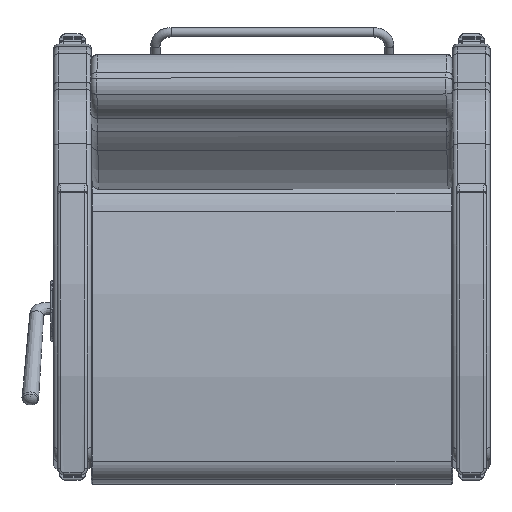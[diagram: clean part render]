
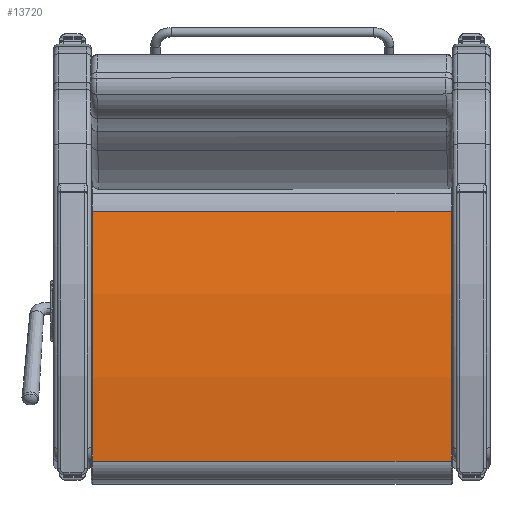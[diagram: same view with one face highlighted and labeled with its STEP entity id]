
A CAD part, front view. The second image highlights one B-rep face of the part: STEP entity #13720.
In plain terms, the highlighted free-form (B-spline) face has degree [3, 1] with [18, 2] control points.
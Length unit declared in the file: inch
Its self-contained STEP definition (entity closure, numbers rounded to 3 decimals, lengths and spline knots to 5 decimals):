
#635=ELLIPSE('',#15682,60.30357,60.25);
#637=ELLIPSE('',#15704,60.30357,60.25);
#675=B_SPLINE_SURFACE_WITH_KNOTS('',3,1,((#27326,#27327),(#27328,#27329),
(#27330,#27331),(#27332,#27333),(#27334,#27335),(#27336,#27337),(#27338,
#27339),(#27340,#27341),(#27342,#27343),(#27344,#27345),(#27346,#27347),
(#27348,#27349),(#27350,#27351),(#27352,#27353),(#27354,#27355),(#27356,
#27357),(#27358,#27359),(#27360,#27361)),.UNSPECIFIED.,.F.,.F.,.F.,(4,1,
1,1,1,1,1,1,1,1,1,1,1,1,1,4),(2,2),(-1.69612,-1.66826,
-1.6404,-1.62647,-1.59861,-1.58468,
-1.55682,-1.54289,-1.51503,-1.5011,-1.47324,
-1.45931,-1.43145,-1.41752,-1.38966,
-1.3618),(0.,110.49),.UNSPECIFIED.);
#1990=FACE_OUTER_BOUND('',#2967,.T.);
#2967=EDGE_LOOP('',(#12038,#12039,#12040,#12041));
#3795=LINE('',#27324,#4623);
#3796=LINE('',#27363,#4624);
#4623=VECTOR('',#19786,0.3937);
#4624=VECTOR('',#19789,0.3937);
#6668=VERTEX_POINT('',#26955);
#6669=VERTEX_POINT('',#26956);
#6688=VERTEX_POINT('',#27323);
#6689=VERTEX_POINT('',#27362);
#8460=EDGE_CURVE('',#6668,#6669,#635,.T.);
#8489=EDGE_CURVE('',#6688,#6669,#3795,.T.);
#8491=EDGE_CURVE('',#6689,#6668,#3796,.T.);
#8492=EDGE_CURVE('',#6688,#6689,#637,.T.);
#12038=ORIENTED_EDGE('',*,*,#8460,.F.);
#12039=ORIENTED_EDGE('',*,*,#8491,.F.);
#12040=ORIENTED_EDGE('',*,*,#8492,.F.);
#12041=ORIENTED_EDGE('',*,*,#8489,.T.);
#13720=ADVANCED_FACE('',(#1990),#675,.T.);
#15682=AXIS2_PLACEMENT_3D('',#26957,#19735,#19736);
#15704=AXIS2_PLACEMENT_3D('',#27364,#19790,#19791);
#19735=DIRECTION('center_axis',(0.,0.,
-1.));
#19736=DIRECTION('ref_axis',(1.,0.,0.));
#19786=DIRECTION('',(0.,0.,-1.));
#19789=DIRECTION('',(0.,0.,-1.));
#19790=DIRECTION('center_axis',(0.,0.,1.));
#19791=DIRECTION('ref_axis',(1.,0.,0.));
#26955=CARTESIAN_POINT('',(3.60935,-1.68389,0.124));
#26956=CARTESIAN_POINT('',(23.65848,-2.52291,0.124));
#26957=CARTESIAN_POINT('Origin',(11.14546,-61.46156,0.124));
#27323=CARTESIAN_POINT('',(23.65848,-2.52291,28.876));
#27324=CARTESIAN_POINT('',(23.65848,-2.52291,29.));
#27326=CARTESIAN_POINT('Ctrl Pts',(3.60935,-1.68389,29.));
#27327=CARTESIAN_POINT('Ctrl Pts',(3.60935,-1.68389,-14.5));
#27328=CARTESIAN_POINT('Ctrl Pts',(4.16497,-1.61396,29.));
#27329=CARTESIAN_POINT('Ctrl Pts',(4.16497,-1.61396,-14.5));
#27330=CARTESIAN_POINT('Ctrl Pts',(5.27817,-1.48959,29.));
#27331=CARTESIAN_POINT('Ctrl Pts',(5.27817,-1.48959,-14.5));
#27332=CARTESIAN_POINT('Ctrl Pts',(6.67346,-1.3729,29.));
#27333=CARTESIAN_POINT('Ctrl Pts',(6.67346,-1.3729,-14.5));
#27334=CARTESIAN_POINT('Ctrl Pts',(8.07078,-1.28537,29.));
#27335=CARTESIAN_POINT('Ctrl Pts',(8.07078,-1.28537,-14.5));
#27336=CARTESIAN_POINT('Ctrl Pts',(9.18994,-1.2387,29.));
#27337=CARTESIAN_POINT('Ctrl Pts',(9.18994,-1.2387,-14.5));
#27338=CARTESIAN_POINT('Ctrl Pts',(10.5897,-1.20957,29.));
#27339=CARTESIAN_POINT('Ctrl Pts',(10.5897,-1.20957,-14.5));
#27340=CARTESIAN_POINT('Ctrl Pts',(11.70984,-1.20965,29.));
#27341=CARTESIAN_POINT('Ctrl Pts',(11.70984,-1.20965,-14.5));
#27342=CARTESIAN_POINT('Ctrl Pts',(13.1096,-1.23898,29.));
#27343=CARTESIAN_POINT('Ctrl Pts',(13.1096,-1.23898,-14.5));
#27344=CARTESIAN_POINT('Ctrl Pts',(14.22875,-1.28581,29.));
#27345=CARTESIAN_POINT('Ctrl Pts',(14.22875,-1.28581,-14.5));
#27346=CARTESIAN_POINT('Ctrl Pts',(15.62606,-1.37354,29.));
#27347=CARTESIAN_POINT('Ctrl Pts',(15.62606,-1.37354,-14.5));
#27348=CARTESIAN_POINT('Ctrl Pts',(16.74228,-1.46705,29.));
#27349=CARTESIAN_POINT('Ctrl Pts',(16.74228,-1.46705,-14.5));
#27350=CARTESIAN_POINT('Ctrl Pts',(18.1347,-1.61302,29.));
#27351=CARTESIAN_POINT('Ctrl Pts',(18.1347,-1.61302,-14.5));
#27352=CARTESIAN_POINT('Ctrl Pts',(19.24603,-1.75304,29.));
#27353=CARTESIAN_POINT('Ctrl Pts',(19.24603,-1.75304,-14.5));
#27354=CARTESIAN_POINT('Ctrl Pts',(20.63114,-1.95701,29.));
#27355=CARTESIAN_POINT('Ctrl Pts',(20.63114,-1.95701,-14.5));
#27356=CARTESIAN_POINT('Ctrl Pts',(22.01177,-2.18986,29.));
#27357=CARTESIAN_POINT('Ctrl Pts',(22.01177,-2.18986,-14.5));
#27358=CARTESIAN_POINT('Ctrl Pts',(23.11066,-2.40681,29.));
#27359=CARTESIAN_POINT('Ctrl Pts',(23.11066,-2.40681,-14.5));
#27360=CARTESIAN_POINT('Ctrl Pts',(23.65848,-2.52291,29.));
#27361=CARTESIAN_POINT('Ctrl Pts',(23.65848,-2.52291,-14.5));
#27362=CARTESIAN_POINT('',(3.60935,-1.68389,28.876));
#27363=CARTESIAN_POINT('',(3.60935,-1.68389,29.));
#27364=CARTESIAN_POINT('Origin',(11.14546,-61.46156,28.876));
